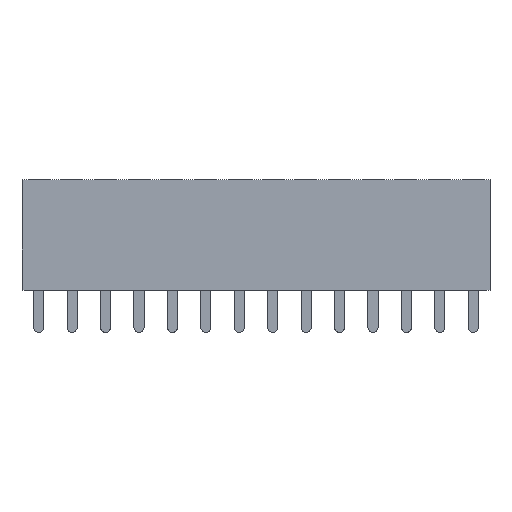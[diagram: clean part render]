
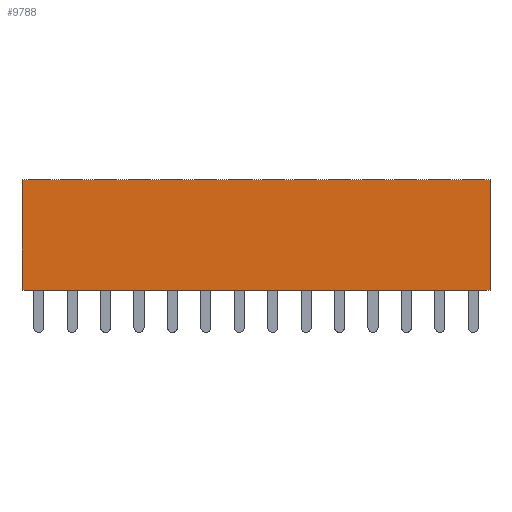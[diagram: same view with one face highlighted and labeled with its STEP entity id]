
A CAD part, top view. The second image highlights one B-rep face of the part: STEP entity #9788.
In plain terms, the highlighted planar face has unit normal (0, 0, 1).
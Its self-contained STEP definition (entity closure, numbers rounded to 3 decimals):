
#1514 = ORIENTED_EDGE ( 'NONE', *, *, #15794, .T. ) ;
#2146 = DIRECTION ( 'NONE',  ( 1., 0., 0. ) ) ;
#2238 = EDGE_CURVE ( 'NONE', #10164, #9706, #7152, .T. ) ;
#2900 = CARTESIAN_POINT ( 'NONE',  ( 35.56, 8.4, 2.54 ) ) ;
#3837 = DIRECTION ( 'NONE',  ( 0., 0., -1. ) ) ;
#4424 = ORIENTED_EDGE ( 'NONE', *, *, #10162, .F. ) ;
#4496 = CARTESIAN_POINT ( 'NONE',  ( 35.56, 0., 2.54 ) ) ;
#5152 = VECTOR ( 'NONE', #10873, 1000. ) ;
#5578 = CARTESIAN_POINT ( 'NONE',  ( 0., 0., 2.54 ) ) ;
#6131 = CARTESIAN_POINT ( 'NONE',  ( 0., 8.4, 2.54 ) ) ;
#7152 = LINE ( 'NONE', #14789, #8404 ) ;
#7475 = DIRECTION ( 'NONE',  ( -1., 0., 0. ) ) ;
#7774 = LINE ( 'NONE', #2900, #8530 ) ;
#8404 = VECTOR ( 'NONE', #2146, 1000. ) ;
#8530 = VECTOR ( 'NONE', #15018, 1000. ) ;
#9706 = VERTEX_POINT ( 'NONE', #4496 ) ;
#9788 = ADVANCED_FACE ( 'NONE', ( #14782 ), #14862, .F. ) ;
#9810 = AXIS2_PLACEMENT_3D ( 'NONE', #9907, #3837, #7475 ) ;
#9907 = CARTESIAN_POINT ( 'NONE',  ( 0., 8.4, 2.54 ) ) ;
#10162 = EDGE_CURVE ( 'NONE', #15657, #9706, #7774, .T. ) ;
#10164 = VERTEX_POINT ( 'NONE', #5578 ) ;
#10873 = DIRECTION ( 'NONE',  ( 0., -1., 0. ) ) ;
#10987 = ORIENTED_EDGE ( 'NONE', *, *, #12646, .F. ) ;
#11114 = LINE ( 'NONE', #14547, #5152 ) ;
#11777 = ORIENTED_EDGE ( 'NONE', *, *, #2238, .T. ) ;
#12646 = EDGE_CURVE ( 'NONE', #14936, #15657, #15717, .T. ) ;
#13525 = CARTESIAN_POINT ( 'NONE',  ( 0., 8.4, 2.54 ) ) ;
#14388 = CARTESIAN_POINT ( 'NONE',  ( 35.56, 8.4, 2.54 ) ) ;
#14547 = CARTESIAN_POINT ( 'NONE',  ( 0., 8.4, 2.54 ) ) ;
#14782 = FACE_OUTER_BOUND ( 'NONE', #15036, .T. ) ;
#14789 = CARTESIAN_POINT ( 'NONE',  ( 0., 0., 2.54 ) ) ;
#14825 = VECTOR ( 'NONE', #15789, 1000. ) ;
#14862 = PLANE ( 'NONE',  #9810 ) ;
#14936 = VERTEX_POINT ( 'NONE', #13525 ) ;
#15018 = DIRECTION ( 'NONE',  ( 0., -1., 0. ) ) ;
#15036 = EDGE_LOOP ( 'NONE', ( #11777, #4424, #10987, #1514 ) ) ;
#15657 = VERTEX_POINT ( 'NONE', #14388 ) ;
#15717 = LINE ( 'NONE', #6131, #14825 ) ;
#15789 = DIRECTION ( 'NONE',  ( 1., 0., 0. ) ) ;
#15794 = EDGE_CURVE ( 'NONE', #14936, #10164, #11114, .T. ) ;
